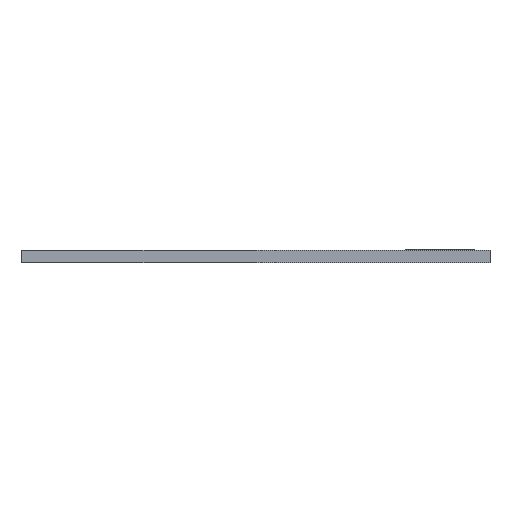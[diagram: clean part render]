
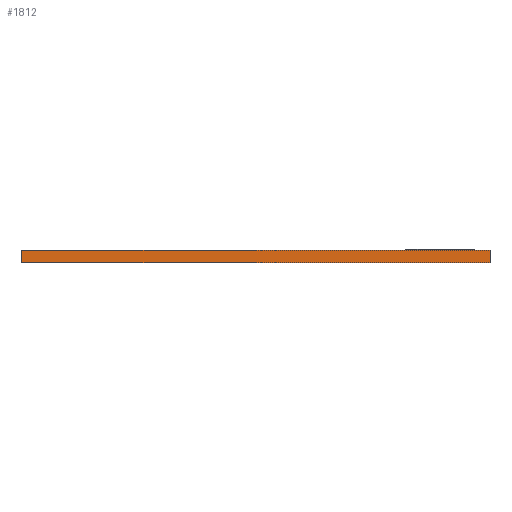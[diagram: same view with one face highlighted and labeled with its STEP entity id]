
A CAD part, front view. The second image highlights one B-rep face of the part: STEP entity #1812.
In plain terms, the highlighted planar face has unit normal (0, -1, 0).
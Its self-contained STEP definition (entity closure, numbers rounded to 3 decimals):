
#119=DIRECTION('',(-1.,0.,0.));
#120=VECTOR('',#119,127.);
#121=CARTESIAN_POINT('',(-1002.347,38.283,214.259));
#122=LINE('',#121,#120);
#459=DIRECTION('',(0.,0.,1.));
#460=VECTOR('',#459,3.4);
#461=CARTESIAN_POINT('',(-1002.347,38.283,210.859));
#462=LINE('',#461,#460);
#466=DIRECTION('',(-1.,0.,0.));
#467=VECTOR('',#466,127.);
#468=CARTESIAN_POINT('',(-1002.347,38.283,210.859));
#469=LINE('',#468,#467);
#473=DIRECTION('',(0.,0.,1.));
#474=VECTOR('',#473,3.4);
#475=CARTESIAN_POINT('',(-1129.347,38.283,210.859));
#476=LINE('',#475,#474);
#1352=CARTESIAN_POINT('',(-1129.347,38.283,210.859));
#1354=VERTEX_POINT('',#1352);
#1355=CARTESIAN_POINT('',(-1002.347,38.283,210.859));
#1356=VERTEX_POINT('',#1355);
#1375=CARTESIAN_POINT('',(-1129.347,38.283,214.259));
#1377=VERTEX_POINT('',#1375);
#1380=CARTESIAN_POINT('',(-1002.347,38.283,214.259));
#1382=VERTEX_POINT('',#1380);
#1801=CARTESIAN_POINT('',(-1129.347,38.283,214.259));
#1802=DIRECTION('',(0.,-1.,0.));
#1803=DIRECTION('',(1.,0.,0.));
#1804=AXIS2_PLACEMENT_3D('',#1801,#1802,#1803);
#1805=PLANE('',#1804);
#1806=ORIENTED_EDGE('',*,*,#1653,.F.);
#1807=ORIENTED_EDGE('',*,*,#1793,.F.);
#1808=ORIENTED_EDGE('',*,*,#1598,.T.);
#1809=ORIENTED_EDGE('',*,*,#1638,.T.);
#1810=EDGE_LOOP('',(#1806,#1807,#1808,#1809));
#1811=FACE_OUTER_BOUND('',#1810,.F.);
#1598=EDGE_CURVE('',#1356,#1354,#469,.T.);
#1638=EDGE_CURVE('',#1354,#1377,#476,.T.);
#1653=EDGE_CURVE('',#1382,#1377,#122,.T.);
#1793=EDGE_CURVE('',#1356,#1382,#462,.T.);
#1812=ADVANCED_FACE('',(#1811),#1805,.T.);
